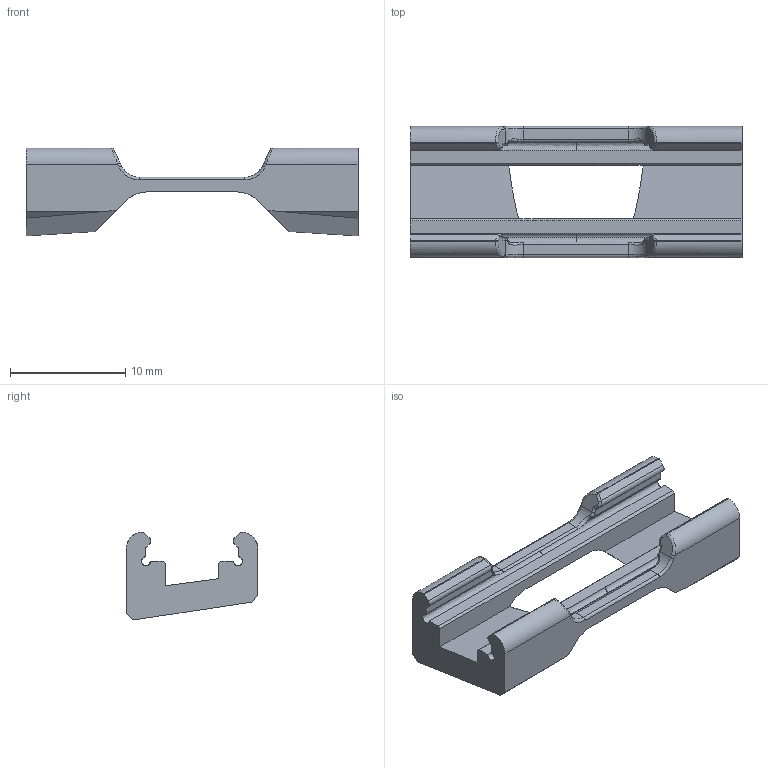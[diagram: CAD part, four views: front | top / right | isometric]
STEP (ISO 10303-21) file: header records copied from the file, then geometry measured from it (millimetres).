
FILE_DESCRIPTION(('HOOPS Exchange Step'),'2;1');
FILE_NAME('usb cameraV3.stp','2026-01-22T13:59:19+08:00',('xdlye'),('Unknown organisation'),'HOOPS Exchange 2025.8','HOOPS Exchange','Unknown authorisation');
FILE_SCHEMA( ('AP203_CONFIGURATION_CONTROLLED_3D_DESIGN_OF_MECHANICAL_PARTS_AND_ASSEMBLIES_MIM_LF') );
Length unit declared in the file: millimetre
Products named in the file (1): root
Bounding box: 28.87 x 11.4 x 7.64 mm (x, y, z)
Volume: 831.7 mm3; surface area: 1125.4 mm2
Topology: 1 solids, 1 shells, 130 faces, 349 edges, 215 vertices
Faces by surface type: cylinder 48, plane 48, bspline 26, torus 8
Entity records: 8148 total; most frequent: CARTESIAN_POINT 4947, ORIENTED_EDGE 690, DIRECTION 650, EDGE_CURVE 345, AXIS2_PLACEMENT_3D 229, VERTEX_POINT 215, VECTOR 192, LINE 192
